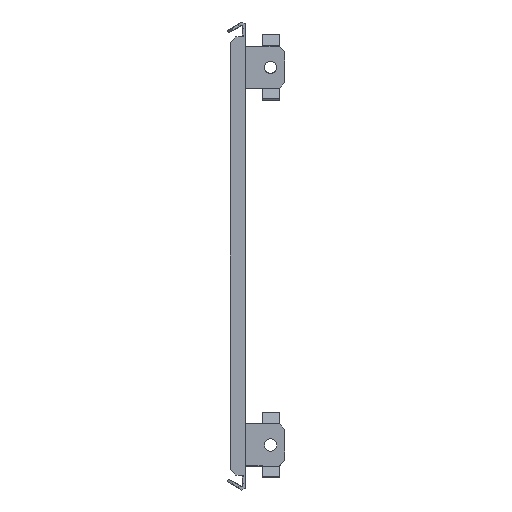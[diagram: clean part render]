
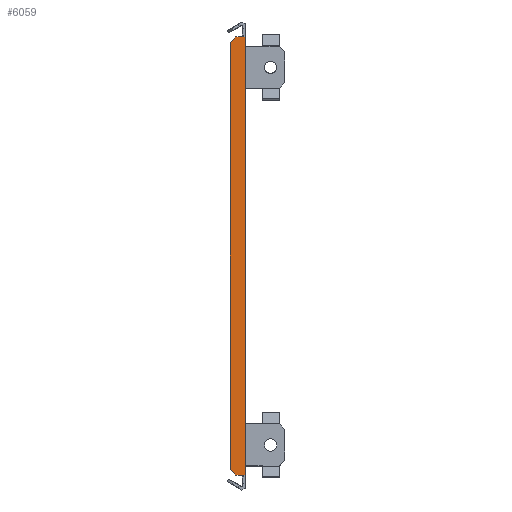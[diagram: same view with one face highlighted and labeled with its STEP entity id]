
A CAD part, front view. The second image highlights one B-rep face of the part: STEP entity #6059.
In plain terms, the highlighted planar face has unit normal (0, -1, 0).
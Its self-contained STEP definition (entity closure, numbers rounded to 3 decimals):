
#587 = DIRECTION ( 'NONE',  ( 0., 1., 0. ) ) ;
#719 = DIRECTION ( 'NONE',  ( -1., 0., 0. ) ) ;
#1324 = CARTESIAN_POINT ( 'NONE',  ( -60.448, -153., -60.448 ) ) ;
#1400 = LINE ( 'NONE', #1324, #10992 ) ;
#1591 = EDGE_CURVE ( 'NONE', #7452, #6177, #9291, .T. ) ;
#1936 = LINE ( 'NONE', #5639, #14614 ) ;
#2018 = VERTEX_POINT ( 'NONE', #3205 ) ;
#2172 = DIRECTION ( 'NONE',  ( 1., 0., 0. ) ) ;
#2486 = CARTESIAN_POINT ( 'NONE',  ( 0., -153., -115.897 ) ) ;
#2875 = VERTEX_POINT ( 'NONE', #8810 ) ;
#3205 = CARTESIAN_POINT ( 'NONE',  ( -8., -153., 112.897 ) ) ;
#3248 = VECTOR ( 'NONE', #9123, 1000. ) ;
#3800 = VECTOR ( 'NONE', #7771, 1000. ) ;
#4094 = EDGE_CURVE ( 'NONE', #2018, #5410, #7871, .T. ) ;
#4279 = CARTESIAN_POINT ( 'NONE',  ( -5., -153., -115.897 ) ) ;
#4660 = ORIENTED_EDGE ( 'NONE', *, *, #6609, .T. ) ;
#4849 = LINE ( 'NONE', #8376, #12420 ) ;
#4978 = LINE ( 'NONE', #15501, #12216 ) ;
#5219 = DIRECTION ( 'NONE',  ( -0.707, 0., -0.707 ) ) ;
#5410 = VERTEX_POINT ( 'NONE', #11329 ) ;
#5639 = CARTESIAN_POINT ( 'NONE',  ( 0., -153., -115.897 ) ) ;
#6059 = ADVANCED_FACE ( 'NONE', ( #14095 ), #6582, .F. ) ;
#6161 = LINE ( 'NONE', #10970, #10433 ) ;
#6177 = VERTEX_POINT ( 'NONE', #14169 ) ;
#6364 = VERTEX_POINT ( 'NONE', #13281 ) ;
#6582 = PLANE ( 'NONE',  #13100 ) ;
#6595 = DIRECTION ( 'NONE',  ( 1., 0., 0. ) ) ;
#6609 = EDGE_CURVE ( 'NONE', #9731, #6364, #15066, .T. ) ;
#6662 = EDGE_CURVE ( 'NONE', #8120, #2875, #1936, .T. ) ;
#6665 = VECTOR ( 'NONE', #719, 1000. ) ;
#6947 = CARTESIAN_POINT ( 'NONE',  ( 0., -153., 0. ) ) ;
#7013 = CARTESIAN_POINT ( 'NONE',  ( -2.5, -153., 115.897 ) ) ;
#7118 = DIRECTION ( 'NONE',  ( 1., 0., 0. ) ) ;
#7452 = VERTEX_POINT ( 'NONE', #7013 ) ;
#7771 = DIRECTION ( 'NONE',  ( 0., 0., 1. ) ) ;
#7803 = EDGE_CURVE ( 'NONE', #7452, #6364, #4849, .T. ) ;
#7871 = LINE ( 'NONE', #10243, #3248 ) ;
#8120 = VERTEX_POINT ( 'NONE', #4279 ) ;
#8376 = CARTESIAN_POINT ( 'NONE',  ( 0., -153., 115.897 ) ) ;
#8428 = EDGE_CURVE ( 'NONE', #6177, #2018, #6161, .T. ) ;
#8810 = CARTESIAN_POINT ( 'NONE',  ( -2.5, -153., -115.897 ) ) ;
#8856 = ORIENTED_EDGE ( 'NONE', *, *, #1591, .T. ) ;
#8873 = ORIENTED_EDGE ( 'NONE', *, *, #10077, .T. ) ;
#8945 = CARTESIAN_POINT ( 'NONE',  ( 0., -153., 0. ) ) ;
#9123 = DIRECTION ( 'NONE',  ( 0., 0., -1. ) ) ;
#9291 = LINE ( 'NONE', #12700, #6665 ) ;
#9731 = VERTEX_POINT ( 'NONE', #2486 ) ;
#10077 = EDGE_CURVE ( 'NONE', #2875, #9731, #4978, .T. ) ;
#10243 = CARTESIAN_POINT ( 'NONE',  ( -8., -153., 0. ) ) ;
#10433 = VECTOR ( 'NONE', #5219, 1000. ) ;
#10823 = ORIENTED_EDGE ( 'NONE', *, *, #10935, .T. ) ;
#10935 = EDGE_CURVE ( 'NONE', #5410, #8120, #1400, .T. ) ;
#10970 = CARTESIAN_POINT ( 'NONE',  ( -60.448, -153., 60.448 ) ) ;
#10992 = VECTOR ( 'NONE', #11010, 1000. ) ;
#11010 = DIRECTION ( 'NONE',  ( 0.707, 0., -0.707 ) ) ;
#11329 = CARTESIAN_POINT ( 'NONE',  ( -8., -153., -112.897 ) ) ;
#11395 = DIRECTION ( 'NONE',  ( -1., 0., 0. ) ) ;
#11833 = ORIENTED_EDGE ( 'NONE', *, *, #7803, .F. ) ;
#12216 = VECTOR ( 'NONE', #7118, 1000. ) ;
#12420 = VECTOR ( 'NONE', #2172, 1000. ) ;
#12700 = CARTESIAN_POINT ( 'NONE',  ( 0., -153., 115.897 ) ) ;
#12701 = ORIENTED_EDGE ( 'NONE', *, *, #4094, .T. ) ;
#13100 = AXIS2_PLACEMENT_3D ( 'NONE', #6947, #587, #11395 ) ;
#13281 = CARTESIAN_POINT ( 'NONE',  ( 0., -153., 115.897 ) ) ;
#14095 = FACE_OUTER_BOUND ( 'NONE', #15275, .T. ) ;
#14169 = CARTESIAN_POINT ( 'NONE',  ( -5., -153., 115.897 ) ) ;
#14433 = ORIENTED_EDGE ( 'NONE', *, *, #6662, .T. ) ;
#14614 = VECTOR ( 'NONE', #6595, 1000. ) ;
#15046 = ORIENTED_EDGE ( 'NONE', *, *, #8428, .T. ) ;
#15066 = LINE ( 'NONE', #8945, #3800 ) ;
#15275 = EDGE_LOOP ( 'NONE', ( #14433, #8873, #4660, #11833, #8856, #15046, #12701, #10823 ) ) ;
#15501 = CARTESIAN_POINT ( 'NONE',  ( -2.5, -153., -115.897 ) ) ;
